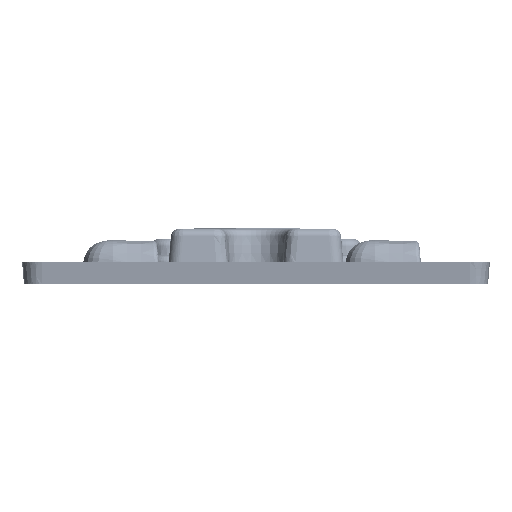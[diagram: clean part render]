
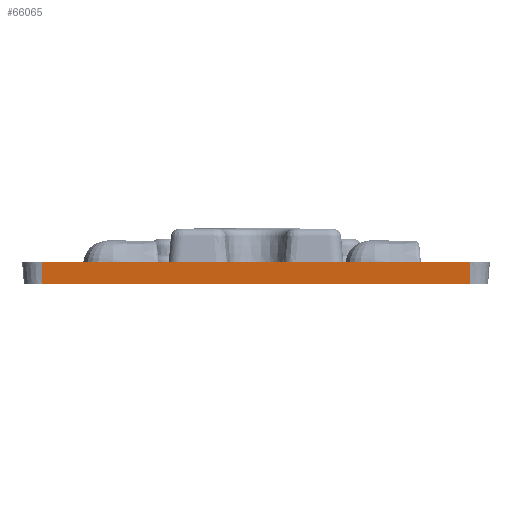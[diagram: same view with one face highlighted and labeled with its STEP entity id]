
A CAD part, left-side view. The second image highlights one B-rep face of the part: STEP entity #66065.
In plain terms, the highlighted planar face has unit normal (-0.996, 0, -0.087).
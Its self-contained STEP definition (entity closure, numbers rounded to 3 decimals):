
#9822=DIRECTION('',(0.,1.,0.));
#9823=VECTOR('',#9822,106.);
#9824=CARTESIAN_POINT('',(-259.519,-53.,
0.));
#9825=LINE('',#9824,#9823);
#10362=DIRECTION('',(-0.087,0.,0.996));
#10363=VECTOR('',#10362,5.521);
#10364=CARTESIAN_POINT('',(-259.519,53.,
0.));
#10365=LINE('',#10364,#10363);
#11080=DIRECTION('',(0.087,0.,-0.996));
#11081=VECTOR('',#11080,5.521);
#11082=CARTESIAN_POINT('',(-260.,-53.,5.5));
#11083=LINE('',#11082,#11081);
#11088=DIRECTION('',(0.,1.,0.));
#11089=VECTOR('',#11088,106.);
#11090=CARTESIAN_POINT('',(-260.,-53.,5.5));
#11091=LINE('',#11090,#11089);
#51152=CARTESIAN_POINT('',(-259.519,53.,
0.));
#51154=VERTEX_POINT('',#51152);
#51249=CARTESIAN_POINT('',(-260.,-53.,5.5));
#51250=CARTESIAN_POINT('',(-260.,53.,5.5));
#51251=VERTEX_POINT('',#51249);
#51252=VERTEX_POINT('',#51250);
#51259=CARTESIAN_POINT('',(-259.519,-53.,
0.));
#51260=VERTEX_POINT('',#51259);
#66054=CARTESIAN_POINT('',(-260.,-56.,5.5));
#66055=DIRECTION('',(0.996,0.,0.087));
#66056=DIRECTION('',(0.087,0.,-0.996));
#66057=AXIS2_PLACEMENT_3D('',#66054,#66055,#66056);
#66058=PLANE('',#66057);
#66059=ORIENTED_EDGE('',*,*,#65717,.F.);
#66060=ORIENTED_EDGE('',*,*,#66046,.T.);
#66061=ORIENTED_EDGE('',*,*,#65361,.T.);
#66062=ORIENTED_EDGE('',*,*,#65677,.T.);
#66063=EDGE_LOOP('',(#66059,#66060,#66061,#66062));
#66064=FACE_OUTER_BOUND('',#66063,.F.);
#65361=EDGE_CURVE('',#51260,#51154,#9825,.T.);
#65677=EDGE_CURVE('',#51154,#51252,#10365,.T.);
#65717=EDGE_CURVE('',#51251,#51252,#11091,.T.);
#66046=EDGE_CURVE('',#51251,#51260,#11083,.T.);
#66065=ADVANCED_FACE('',(#66064),#66058,.F.);
